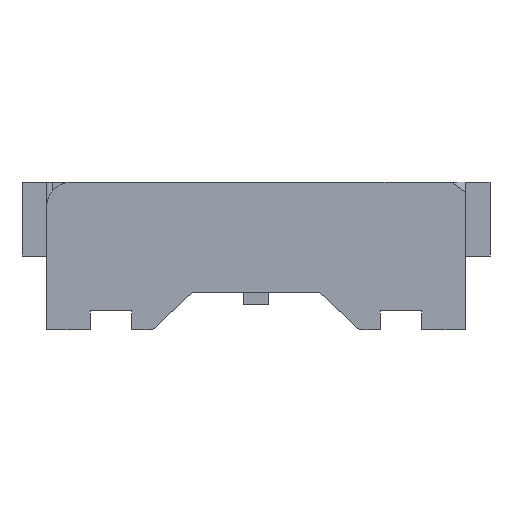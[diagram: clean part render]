
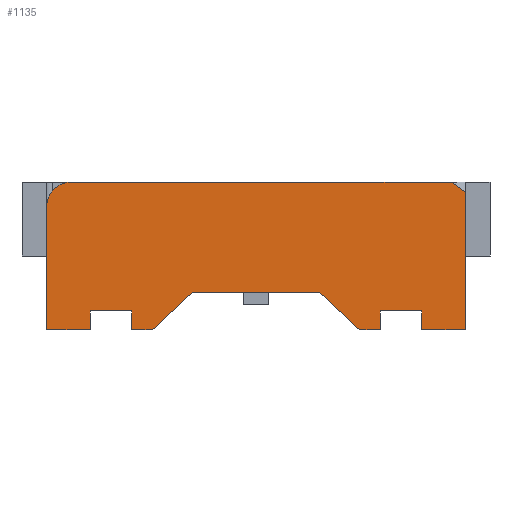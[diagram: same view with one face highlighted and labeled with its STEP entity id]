
A CAD part, front view. The second image highlights one B-rep face of the part: STEP entity #1135.
In plain terms, the highlighted planar face has unit normal (0, -1, 0).
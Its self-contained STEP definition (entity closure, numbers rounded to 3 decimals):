
#4 = LINE ( 'NONE', #1773, #44 ) ;
#15 = DIRECTION ( 'NONE',  ( 1., 0., 0. ) ) ;
#21 = VERTEX_POINT ( 'NONE', #1151 ) ;
#28 = CARTESIAN_POINT ( 'NONE',  ( -0.631, 0., 0.168 ) ) ;
#44 = VECTOR ( 'NONE', #112, 1000. ) ;
#47 = CARTESIAN_POINT ( 'NONE',  ( -1.9, 0., 0. ) ) ;
#55 = DIRECTION ( 'NONE',  ( 0., 0., 1. ) ) ;
#72 = ORIENTED_EDGE ( 'NONE', *, *, #830, .F. ) ;
#75 = AXIS2_PLACEMENT_3D ( 'NONE', #986, #978, #366 ) ;
#100 = LINE ( 'NONE', #28, #359 ) ;
#109 = EDGE_CURVE ( 'NONE', #780, #1260, #745, .T. ) ;
#112 = DIRECTION ( 'NONE',  ( 0., 0., -1. ) ) ;
#128 = CIRCLE ( 'NONE', #75, 0.2 ) ;
#177 = EDGE_CURVE ( 'NONE', #386, #792, #100, .T. ) ;
#221 = CARTESIAN_POINT ( 'NONE',  ( 0.514, 0., -0.894 ) ) ;
#226 = EDGE_CURVE ( 'NONE', #718, #700, #953, .T. ) ;
#228 = CARTESIAN_POINT ( 'NONE',  ( 1.7, 0., -6.302 ) ) ;
#240 = AXIS2_PLACEMENT_3D ( 'NONE', #338, #1417, #620 ) ;
#317 = LINE ( 'NONE', #1428, #1866 ) ;
#318 = CARTESIAN_POINT ( 'NONE',  ( -1.9, 0., -1.046 ) ) ;
#335 = DIRECTION ( 'NONE',  ( 0.733, 0., 0.68 ) ) ;
#338 = CARTESIAN_POINT ( 'NONE',  ( -1.9, 0., -1.2 ) ) ;
#349 = CARTESIAN_POINT ( 'NONE',  ( -1.7, 0., -0.2 ) ) ;
#351 = ORIENTED_EDGE ( 'NONE', *, *, #1539, .F. ) ;
#359 = VECTOR ( 'NONE', #1102, 1000. ) ;
#366 = DIRECTION ( 'NONE',  ( 0., 0., -1. ) ) ;
#370 = DIRECTION ( 'NONE',  ( -0.816, 0., 0.577 ) ) ;
#379 = ORIENTED_EDGE ( 'NONE', *, *, #1326, .T. ) ;
#386 = VERTEX_POINT ( 'NONE', #615 ) ;
#402 = VERTEX_POINT ( 'NONE', #1670 ) ;
#406 = DIRECTION ( 'NONE',  ( 0., 0., 1. ) ) ;
#434 = ORIENTED_EDGE ( 'NONE', *, *, #226, .T. ) ;
#447 = VERTEX_POINT ( 'NONE', #656 ) ;
#448 = VERTEX_POINT ( 'NONE', #1708 ) ;
#460 = CARTESIAN_POINT ( 'NONE',  ( 1.008, 0., -1.046 ) ) ;
#507 = CARTESIAN_POINT ( 'NONE',  ( 1.008, 0., -1.2 ) ) ;
#522 = CARTESIAN_POINT ( 'NONE',  ( -1.344, 0., -1.046 ) ) ;
#540 = DIRECTION ( 'NONE',  ( 0., 0., 1. ) ) ;
#550 = LINE ( 'NONE', #1293, #865 ) ;
#571 = VERTEX_POINT ( 'NONE', #1315 ) ;
#572 = ORIENTED_EDGE ( 'NONE', *, *, #1671, .T. ) ;
#578 = FACE_OUTER_BOUND ( 'NONE', #1253, .T. ) ;
#615 = CARTESIAN_POINT ( 'NONE',  ( 0.844, 0., -1.2 ) ) ;
#620 = DIRECTION ( 'NONE',  ( 0., 0., -1. ) ) ;
#655 = LINE ( 'NONE', #47, #1841 ) ;
#656 = CARTESIAN_POINT ( 'NONE',  ( 1.344, 0., -1.2 ) ) ;
#700 = VERTEX_POINT ( 'NONE', #1673 ) ;
#710 = DIRECTION ( 'NONE',  ( 1., 0., 0. ) ) ;
#715 = EDGE_CURVE ( 'NONE', #447, #780, #1090, .T. ) ;
#718 = VERTEX_POINT ( 'NONE', #460 ) ;
#745 = LINE ( 'NONE', #228, #1787 ) ;
#772 = CARTESIAN_POINT ( 'NONE',  ( -1.9, 0., -1.2 ) ) ;
#780 = VERTEX_POINT ( 'NONE', #802 ) ;
#792 = VERTEX_POINT ( 'NONE', #221 ) ;
#794 = LINE ( 'NONE', #1809, #1110 ) ;
#795 = EDGE_CURVE ( 'NONE', #792, #1229, #1140, .T. ) ;
#802 = CARTESIAN_POINT ( 'NONE',  ( 1.7, 0., -1.2 ) ) ;
#809 = EDGE_CURVE ( 'NONE', #402, #1447, #128, .T. ) ;
#811 = CARTESIAN_POINT ( 'NONE',  ( 1.344, 0., -1.2 ) ) ;
#826 = DIRECTION ( 'NONE',  ( 0., 0., 1. ) ) ;
#830 = EDGE_CURVE ( 'NONE', #1668, #448, #317, .T. ) ;
#844 = ORIENTED_EDGE ( 'NONE', *, *, #1571, .T. ) ;
#857 = EDGE_CURVE ( 'NONE', #386, #21, #1115, .T. ) ;
#859 = ORIENTED_EDGE ( 'NONE', *, *, #177, .F. ) ;
#865 = VECTOR ( 'NONE', #540, 1000. ) ;
#953 = LINE ( 'NONE', #318, #1377 ) ;
#954 = EDGE_CURVE ( 'NONE', #402, #1860, #655, .T. ) ;
#966 = DIRECTION ( 'NONE',  ( -1., 0., 0. ) ) ;
#969 = DIRECTION ( 'NONE',  ( -1., 0., 0. ) ) ;
#975 = ORIENTED_EDGE ( 'NONE', *, *, #795, .F. ) ;
#978 = DIRECTION ( 'NONE',  ( 0., -1., 0. ) ) ;
#986 = CARTESIAN_POINT ( 'NONE',  ( -1.5, 0., -0.2 ) ) ;
#993 = CARTESIAN_POINT ( 'NONE',  ( -1.008, 0., -1.2 ) ) ;
#1003 = VERTEX_POINT ( 'NONE', #1022 ) ;
#1022 = CARTESIAN_POINT ( 'NONE',  ( -1.344, 0., -1.2 ) ) ;
#1088 = LINE ( 'NONE', #811, #1446 ) ;
#1090 = LINE ( 'NONE', #772, #1295 ) ;
#1102 = DIRECTION ( 'NONE',  ( -0.733, 0., 0.68 ) ) ;
#1110 = VECTOR ( 'NONE', #1955, 1000. ) ;
#1115 = LINE ( 'NONE', #1272, #1913 ) ;
#1132 = ORIENTED_EDGE ( 'NONE', *, *, #954, .F. ) ;
#1135 = ADVANCED_FACE ( 'NONE', ( #578 ), #1872, .T. ) ;
#1140 = LINE ( 'NONE', #1570, #1717 ) ;
#1144 = ORIENTED_EDGE ( 'NONE', *, *, #715, .T. ) ;
#1151 = CARTESIAN_POINT ( 'NONE',  ( 1.008, 0., -1.2 ) ) ;
#1187 = ORIENTED_EDGE ( 'NONE', *, *, #857, .T. ) ;
#1210 = VECTOR ( 'NONE', #826, 1000. ) ;
#1222 = LINE ( 'NONE', #1660, #1653 ) ;
#1229 = VERTEX_POINT ( 'NONE', #1778 ) ;
#1232 = CARTESIAN_POINT ( 'NONE',  ( -0.844, 0., -1.2 ) ) ;
#1253 = EDGE_LOOP ( 'NONE', ( #1132, #1261, #1505, #1391, #1777, #351, #72, #1687, #1785, #975, #859, #1187, #844, #434, #379, #1144, #1707, #572 ) ) ;
#1260 = VERTEX_POINT ( 'NONE', #1817 ) ;
#1261 = ORIENTED_EDGE ( 'NONE', *, *, #809, .T. ) ;
#1272 = CARTESIAN_POINT ( 'NONE',  ( -1.9, 0., -1.2 ) ) ;
#1293 = CARTESIAN_POINT ( 'NONE',  ( -1.7, 0., -5.037 ) ) ;
#1295 = VECTOR ( 'NONE', #1523, 1000. ) ;
#1298 = EDGE_CURVE ( 'NONE', #1321, #1229, #1222, .T. ) ;
#1315 = CARTESIAN_POINT ( 'NONE',  ( -1.7, 0., -1.2 ) ) ;
#1321 = VERTEX_POINT ( 'NONE', #1232 ) ;
#1326 = EDGE_CURVE ( 'NONE', #700, #447, #1088, .T. ) ;
#1354 = LINE ( 'NONE', #1903, #1449 ) ;
#1377 = VECTOR ( 'NONE', #15, 1000. ) ;
#1391 = ORIENTED_EDGE ( 'NONE', *, *, #1737, .T. ) ;
#1397 = DIRECTION ( 'NONE',  ( 0., 0., -1. ) ) ;
#1417 = DIRECTION ( 'NONE',  ( 0., -1., 0. ) ) ;
#1428 = CARTESIAN_POINT ( 'NONE',  ( -1.008, 0., -1.2 ) ) ;
#1446 = VECTOR ( 'NONE', #1397, 1000. ) ;
#1447 = VERTEX_POINT ( 'NONE', #349 ) ;
#1449 = VECTOR ( 'NONE', #370, 1000. ) ;
#1472 = LINE ( 'NONE', #1873, #1476 ) ;
#1476 = VECTOR ( 'NONE', #966, 1000. ) ;
#1505 = ORIENTED_EDGE ( 'NONE', *, *, #1672, .F. ) ;
#1523 = DIRECTION ( 'NONE',  ( 1., 0., 0. ) ) ;
#1539 = EDGE_CURVE ( 'NONE', #448, #1554, #1472, .T. ) ;
#1554 = VERTEX_POINT ( 'NONE', #522 ) ;
#1570 = CARTESIAN_POINT ( 'NONE',  ( -1.9, 0., -0.894 ) ) ;
#1571 = EDGE_CURVE ( 'NONE', #21, #718, #1807, .T. ) ;
#1577 = DIRECTION ( 'NONE',  ( 1., 0., 0. ) ) ;
#1653 = VECTOR ( 'NONE', #335, 1000. ) ;
#1660 = CARTESIAN_POINT ( 'NONE',  ( -1.412, 0., -1.727 ) ) ;
#1668 = VERTEX_POINT ( 'NONE', #993 ) ;
#1670 = CARTESIAN_POINT ( 'NONE',  ( -1.5, 0., 0. ) ) ;
#1671 = EDGE_CURVE ( 'NONE', #1260, #1860, #1354, .T. ) ;
#1672 = EDGE_CURVE ( 'NONE', #571, #1447, #550, .T. ) ;
#1673 = CARTESIAN_POINT ( 'NONE',  ( 1.344, 0., -1.046 ) ) ;
#1687 = ORIENTED_EDGE ( 'NONE', *, *, #1957, .T. ) ;
#1699 = LINE ( 'NONE', #1760, #1756 ) ;
#1707 = ORIENTED_EDGE ( 'NONE', *, *, #109, .T. ) ;
#1708 = CARTESIAN_POINT ( 'NONE',  ( -1.008, 0., -1.046 ) ) ;
#1717 = VECTOR ( 'NONE', #969, 1000. ) ;
#1737 = EDGE_CURVE ( 'NONE', #571, #1003, #1699, .T. ) ;
#1756 = VECTOR ( 'NONE', #710, 1000. ) ;
#1760 = CARTESIAN_POINT ( 'NONE',  ( -1.9, 0., -1.2 ) ) ;
#1773 = CARTESIAN_POINT ( 'NONE',  ( -1.344, 0., -1.2 ) ) ;
#1777 = ORIENTED_EDGE ( 'NONE', *, *, #1862, .F. ) ;
#1778 = CARTESIAN_POINT ( 'NONE',  ( -0.514, 0., -0.894 ) ) ;
#1782 = CARTESIAN_POINT ( 'NONE',  ( 1.585, 0., 0. ) ) ;
#1785 = ORIENTED_EDGE ( 'NONE', *, *, #1298, .T. ) ;
#1787 = VECTOR ( 'NONE', #406, 1000. ) ;
#1807 = LINE ( 'NONE', #507, #1210 ) ;
#1809 = CARTESIAN_POINT ( 'NONE',  ( -1.9, 0., -1.2 ) ) ;
#1817 = CARTESIAN_POINT ( 'NONE',  ( 1.7, 0., -0.082 ) ) ;
#1841 = VECTOR ( 'NONE', #1910, 1000. ) ;
#1860 = VERTEX_POINT ( 'NONE', #1782 ) ;
#1862 = EDGE_CURVE ( 'NONE', #1554, #1003, #4, .T. ) ;
#1866 = VECTOR ( 'NONE', #55, 1000. ) ;
#1872 = PLANE ( 'NONE',  #240 ) ;
#1873 = CARTESIAN_POINT ( 'NONE',  ( -1.9, 0., -1.046 ) ) ;
#1903 = CARTESIAN_POINT ( 'NONE',  ( -0.173, 0., 1.243 ) ) ;
#1910 = DIRECTION ( 'NONE',  ( 1., 0., 0. ) ) ;
#1913 = VECTOR ( 'NONE', #1577, 1000. ) ;
#1955 = DIRECTION ( 'NONE',  ( 1., 0., 0. ) ) ;
#1957 = EDGE_CURVE ( 'NONE', #1668, #1321, #794, .T. ) ;
